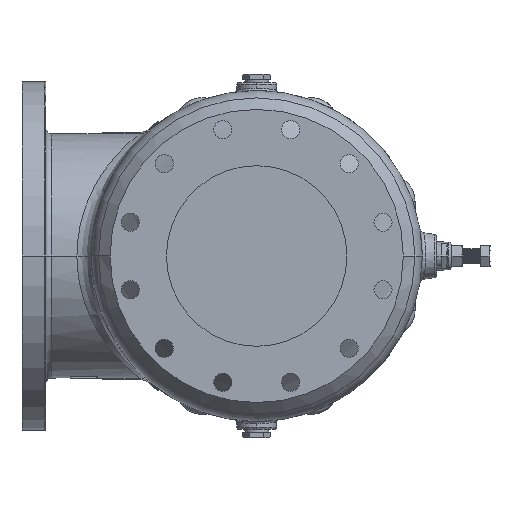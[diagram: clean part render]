
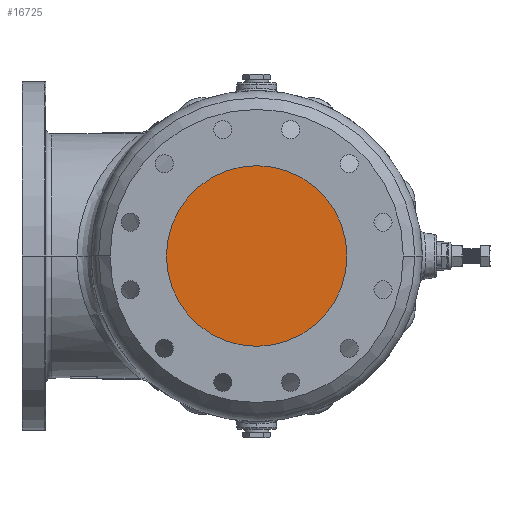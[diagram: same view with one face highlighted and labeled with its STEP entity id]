
A CAD part, left-side view. The second image highlights one B-rep face of the part: STEP entity #16725.
In plain terms, the highlighted planar face has unit normal (-1, 0, 0).
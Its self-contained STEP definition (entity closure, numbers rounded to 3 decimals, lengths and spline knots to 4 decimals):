
#3300 = EDGE_CURVE ( 'NONE', #24738, #59556, #14152, .T. ) ;
#14152 = CIRCLE ( 'NONE', #75251, 4.9213 ) ;
#16725 = ADVANCED_FACE ( 'NONE', ( #20911 ), #32832, .T. ) ;
#20911 = FACE_OUTER_BOUND ( 'NONE', #86863, .T. ) ;
#24738 = VERTEX_POINT ( 'NONE', #98769 ) ;
#24768 = CARTESIAN_POINT ( 'NONE',  ( -17.2835, 4.9213, 0. ) ) ;
#29516 = CARTESIAN_POINT ( 'NONE',  ( -17.2835, 0., 0. ) ) ;
#32832 = PLANE ( 'NONE',  #90500 ) ;
#35591 = CARTESIAN_POINT ( 'NONE',  ( -17.2835, 0., 0. ) ) ;
#37449 = DIRECTION ( 'NONE',  ( 0., -1., 0. ) ) ;
#41805 = CIRCLE ( 'NONE', #87760, 4.9213 ) ;
#42181 = DIRECTION ( 'NONE',  ( -1., 0., 0. ) ) ;
#43539 = DIRECTION ( 'NONE',  ( 0., -1., 0. ) ) ;
#56211 = CARTESIAN_POINT ( 'NONE',  ( -17.2835, 0., 0. ) ) ;
#59556 = VERTEX_POINT ( 'NONE', #24768 ) ;
#71340 = ORIENTED_EDGE ( 'NONE', *, *, #3300, .T. ) ;
#72583 = EDGE_CURVE ( 'NONE', #59556, #24738, #41805, .T. ) ;
#75251 = AXIS2_PLACEMENT_3D ( 'NONE', #29516, #84475, #37449 ) ;
#83630 = ORIENTED_EDGE ( 'NONE', *, *, #72583, .T. ) ;
#84475 = DIRECTION ( 'NONE',  ( -1., 0., 0. ) ) ;
#86863 = EDGE_LOOP ( 'NONE', ( #71340, #83630 ) ) ;
#87760 = AXIS2_PLACEMENT_3D ( 'NONE', #35591, #90559, #43539 ) ;
#90500 = AXIS2_PLACEMENT_3D ( 'NONE', #56211, #42181, #97106 ) ;
#90559 = DIRECTION ( 'NONE',  ( -1., 0., 0. ) ) ;
#97106 = DIRECTION ( 'NONE',  ( 0., -1., 0. ) ) ;
#98769 = CARTESIAN_POINT ( 'NONE',  ( -17.2835, -4.9213, 0. ) ) ;
